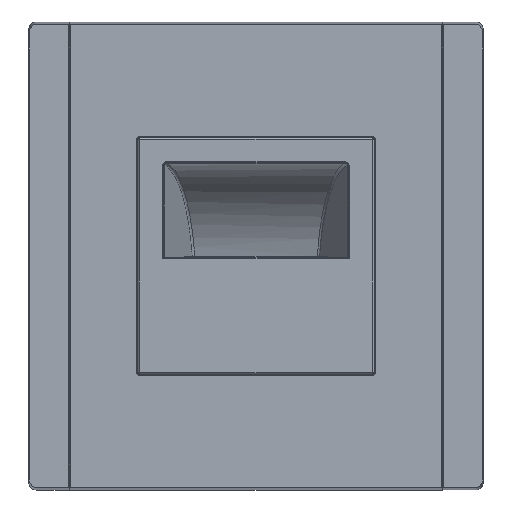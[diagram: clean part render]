
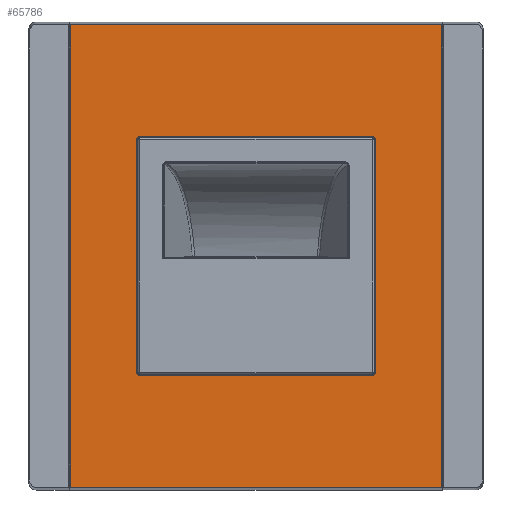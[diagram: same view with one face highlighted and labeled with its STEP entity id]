
A CAD part, top view. The second image highlights one B-rep face of the part: STEP entity #65786.
In plain terms, the highlighted planar face has unit normal (0, 0, 1).
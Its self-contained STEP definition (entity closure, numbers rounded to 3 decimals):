
#797 = DIRECTION ( 'NONE',  ( -1., 0., 0. ) ) ;
#1128 = ORIENTED_EDGE ( 'NONE', *, *, #45456, .T. ) ;
#3815 = EDGE_LOOP ( 'NONE', ( #60705, #65425, #27829, #64950 ) ) ;
#5216 = VERTEX_POINT ( 'NONE', #95506 ) ;
#7944 = CARTESIAN_POINT ( 'NONE',  ( -522.678, 77.529, 11.5 ) ) ;
#8077 = LINE ( 'NONE', #67329, #71488 ) ;
#8621 = CARTESIAN_POINT ( 'NONE',  ( -522.678, 100., 11.5 ) ) ;
#8643 = CARTESIAN_POINT ( 'NONE',  ( -477.822, 77.322, 11.5 ) ) ;
#9662 = DIRECTION ( 'NONE',  ( 0., 1., 0. ) ) ;
#10424 = EDGE_CURVE ( 'NONE', #31260, #13953, #68698, .T. ) ;
#11332 = VERTEX_POINT ( 'NONE', #29615 ) ;
#13953 = VERTEX_POINT ( 'NONE', #21882 ) ;
#14810 = LINE ( 'NONE', #66781, #38766 ) ;
#15317 = EDGE_CURVE ( 'NONE', #52901, #11332, #63710, .T. ) ;
#16349 = VERTEX_POINT ( 'NONE', #63744 ) ;
#19901 = LINE ( 'NONE', #63644, #53671 ) ;
#21882 = CARTESIAN_POINT ( 'NONE',  ( -464.68, 144.091, 11.5 ) ) ;
#25524 = CARTESIAN_POINT ( 'NONE',  ( -477.322, 122.178, 11.5 ) ) ;
#27053 = FACE_BOUND ( 'NONE', #73798, .T. ) ;
#27829 = ORIENTED_EDGE ( 'NONE', *, *, #10424, .T. ) ;
#29203 = CARTESIAN_POINT ( 'NONE',  ( -522.471, 122.678, 11.5 ) ) ;
#29615 = CARTESIAN_POINT ( 'NONE',  ( -522.678, 77.822, 11.5 ) ) ;
#30273 = CARTESIAN_POINT ( 'NONE',  ( -522.471, 77.322, 11.5 ) ) ;
#30956 = LINE ( 'NONE', #8621, #71385 ) ;
#31260 = VERTEX_POINT ( 'NONE', #84366 ) ;
#31706 = CARTESIAN_POINT ( 'NONE',  ( -522.178, 77.322, 11.5 ) ) ;
#32242 = CARTESIAN_POINT ( 'NONE',  ( -464.68, 100., 11.5 ) ) ;
#33535 = LINE ( 'NONE', #56371, #73265 ) ;
#33620 = VECTOR ( 'NONE', #74453, 1000. ) ;
#37883 =( BOUNDED_CURVE ( )  B_SPLINE_CURVE ( 3, ( #83885, #45555, #75181, #8643 ),
 .UNSPECIFIED., .F., .F. ) 
 B_SPLINE_CURVE_WITH_KNOTS ( ( 4, 4 ),
 ( 5.498, 7.068 ),
 .UNSPECIFIED. ) 
 CURVE ( )  GEOMETRIC_REPRESENTATION_ITEM ( )  RATIONAL_B_SPLINE_CURVE ( ( 1., 0.805, 0.805, 1. ) ) 
 REPRESENTATION_ITEM ( '' )  );
#38038 = CARTESIAN_POINT ( 'NONE',  ( -522.678, 122.178, 11.5 ) ) ;
#38766 = VECTOR ( 'NONE', #88620, 1000. ) ;
#38997 = EDGE_CURVE ( 'NONE', #52901, #5216, #43865, .T. ) ;
#39235 = CARTESIAN_POINT ( 'NONE',  ( -477.322, 77.822, 11.5 ) ) ;
#40160 = FACE_OUTER_BOUND ( 'NONE', #3815, .T. ) ;
#40653 = DIRECTION ( 'NONE',  ( 1., 0., 0. ) ) ;
#41603 = DIRECTION ( 'NONE',  ( 0., 0., 1. ) ) ;
#42104 = CARTESIAN_POINT ( 'NONE',  ( -500., 100., 11.5 ) ) ;
#42733 = DIRECTION ( 'NONE',  ( -1., 0., 0. ) ) ;
#43675 = VERTEX_POINT ( 'NONE', #74924 ) ;
#43865 = LINE ( 'NONE', #73487, #33620 ) ;
#43973 = EDGE_CURVE ( 'NONE', #70109, #31260, #14810, .T. ) ;
#45030 = VERTEX_POINT ( 'NONE', #54372 ) ;
#45248 = ORIENTED_EDGE ( 'NONE', *, *, #38997, .F. ) ;
#45456 = EDGE_CURVE ( 'NONE', #65629, #5216, #37883, .T. ) ;
#45555 = CARTESIAN_POINT ( 'NONE',  ( -477.322, 77.529, 11.5 ) ) ;
#46072 = LINE ( 'NONE', #76659, #71098 ) ;
#47847 = CARTESIAN_POINT ( 'NONE',  ( -477.322, 122.471, 11.5 ) ) ;
#52626 = ORIENTED_EDGE ( 'NONE', *, *, #15317, .T. ) ;
#52901 = VERTEX_POINT ( 'NONE', #94654 ) ;
#53671 = VECTOR ( 'NONE', #42733, 1000. ) ;
#53752 =( BOUNDED_CURVE ( )  B_SPLINE_CURVE ( 3, ( #65660, #71967, #29203, #58355 ),
 .UNSPECIFIED., .F., .F. ) 
 B_SPLINE_CURVE_WITH_KNOTS ( ( 4, 4 ),
 ( 5.498, 7.068 ),
 .UNSPECIFIED. ) 
 CURVE ( )  GEOMETRIC_REPRESENTATION_ITEM ( )  RATIONAL_B_SPLINE_CURVE ( ( 1., 0.805, 0.805, 1. ) ) 
 REPRESENTATION_ITEM ( '' )  );
#54126 = VECTOR ( 'NONE', #92441, 1000. ) ;
#54372 = CARTESIAN_POINT ( 'NONE',  ( -477.322, 122.178, 11.5 ) ) ;
#55611 = CARTESIAN_POINT ( 'NONE',  ( -477.529, 122.678, 11.5 ) ) ;
#56109 = CARTESIAN_POINT ( 'NONE',  ( -477.822, 122.678, 11.5 ) ) ;
#56371 = CARTESIAN_POINT ( 'NONE',  ( -535.32, 100., 11.5 ) ) ;
#58355 = CARTESIAN_POINT ( 'NONE',  ( -522.178, 122.678, 11.5 ) ) ;
#58556 = EDGE_CURVE ( 'NONE', #16349, #70109, #33535, .T. ) ;
#60705 = ORIENTED_EDGE ( 'NONE', *, *, #58556, .T. ) ;
#63384 = CARTESIAN_POINT ( 'NONE',  ( -477.822, 122.678, 11.5 ) ) ;
#63644 = CARTESIAN_POINT ( 'NONE',  ( -500., 144.091, 11.5 ) ) ;
#63710 =( BOUNDED_CURVE ( )  B_SPLINE_CURVE ( 3, ( #31706, #30273, #7944, #67669 ),
 .UNSPECIFIED., .F., .F. ) 
 B_SPLINE_CURVE_WITH_KNOTS ( ( 4, 4 ),
 ( 5.498, 7.068 ),
 .UNSPECIFIED. ) 
 CURVE ( )  GEOMETRIC_REPRESENTATION_ITEM ( )  RATIONAL_B_SPLINE_CURVE ( ( 1., 0.805, 0.805, 1. ) ) 
 REPRESENTATION_ITEM ( '' )  );
#63744 = CARTESIAN_POINT ( 'NONE',  ( -535.32, 144.091, 11.5 ) ) ;
#64130 = EDGE_CURVE ( 'NONE', #81879, #43675, #8077, .T. ) ;
#64950 = ORIENTED_EDGE ( 'NONE', *, *, #84235, .T. ) ;
#65425 = ORIENTED_EDGE ( 'NONE', *, *, #43973, .T. ) ;
#65485 = AXIS2_PLACEMENT_3D ( 'NONE', #42104, #41603, #40653 ) ;
#65629 = VERTEX_POINT ( 'NONE', #39235 ) ;
#65660 = CARTESIAN_POINT ( 'NONE',  ( -522.678, 122.178, 11.5 ) ) ;
#65786 = ADVANCED_FACE ( 'NONE', ( #40160, #27053 ), #78520, .T. ) ;
#66781 = CARTESIAN_POINT ( 'NONE',  ( -500., 55.909, 11.5 ) ) ;
#67329 = CARTESIAN_POINT ( 'NONE',  ( -500., 122.678, 11.5 ) ) ;
#67669 = CARTESIAN_POINT ( 'NONE',  ( -522.678, 77.822, 11.5 ) ) ;
#68698 = LINE ( 'NONE', #32242, #54126 ) ;
#69274 = DIRECTION ( 'NONE',  ( 0., -1., 0. ) ) ;
#70109 = VERTEX_POINT ( 'NONE', #80780 ) ;
#71098 = VECTOR ( 'NONE', #9662, 1000. ) ;
#71207 =( BOUNDED_CURVE ( )  B_SPLINE_CURVE ( 3, ( #63384, #55611, #47847, #25524 ),
 .UNSPECIFIED., .F., .F. ) 
 B_SPLINE_CURVE_WITH_KNOTS ( ( 4, 4 ),
 ( 5.498, 7.068 ),
 .UNSPECIFIED. ) 
 CURVE ( )  GEOMETRIC_REPRESENTATION_ITEM ( )  RATIONAL_B_SPLINE_CURVE ( ( 1., 0.805, 0.805, 1. ) ) 
 REPRESENTATION_ITEM ( '' )  );
#71385 = VECTOR ( 'NONE', #69274, 1000. ) ;
#71488 = VECTOR ( 'NONE', #797, 1000. ) ;
#71967 = CARTESIAN_POINT ( 'NONE',  ( -522.678, 122.471, 11.5 ) ) ;
#73265 = VECTOR ( 'NONE', #86451, 1000. ) ;
#73487 = CARTESIAN_POINT ( 'NONE',  ( -500., 77.322, 11.5 ) ) ;
#73798 = EDGE_LOOP ( 'NONE', ( #45248, #52626, #92464, #75016, #88129, #79592, #87964, #1128 ) ) ;
#74453 = DIRECTION ( 'NONE',  ( 1., 0., 0. ) ) ;
#74924 = CARTESIAN_POINT ( 'NONE',  ( -522.178, 122.678, 11.5 ) ) ;
#75016 = ORIENTED_EDGE ( 'NONE', *, *, #90671, .T. ) ;
#75181 = CARTESIAN_POINT ( 'NONE',  ( -477.529, 77.322, 11.5 ) ) ;
#76659 = CARTESIAN_POINT ( 'NONE',  ( -477.322, 100., 11.5 ) ) ;
#78520 = PLANE ( 'NONE',  #65485 ) ;
#79592 = ORIENTED_EDGE ( 'NONE', *, *, #81774, .T. ) ;
#80780 = CARTESIAN_POINT ( 'NONE',  ( -535.32, 55.909, 11.5 ) ) ;
#81774 = EDGE_CURVE ( 'NONE', #81879, #45030, #71207, .T. ) ;
#81879 = VERTEX_POINT ( 'NONE', #56109 ) ;
#83885 = CARTESIAN_POINT ( 'NONE',  ( -477.322, 77.822, 11.5 ) ) ;
#84235 = EDGE_CURVE ( 'NONE', #13953, #16349, #19901, .T. ) ;
#84366 = CARTESIAN_POINT ( 'NONE',  ( -464.68, 55.909, 11.5 ) ) ;
#86451 = DIRECTION ( 'NONE',  ( 0., -1., 0. ) ) ;
#87964 = ORIENTED_EDGE ( 'NONE', *, *, #91743, .F. ) ;
#88129 = ORIENTED_EDGE ( 'NONE', *, *, #64130, .F. ) ;
#88620 = DIRECTION ( 'NONE',  ( 1., 0., 0. ) ) ;
#89615 = VERTEX_POINT ( 'NONE', #38038 ) ;
#90671 = EDGE_CURVE ( 'NONE', #89615, #43675, #53752, .T. ) ;
#91743 = EDGE_CURVE ( 'NONE', #65629, #45030, #46072, .T. ) ;
#92441 = DIRECTION ( 'NONE',  ( 0., 1., 0. ) ) ;
#92464 = ORIENTED_EDGE ( 'NONE', *, *, #95594, .F. ) ;
#94654 = CARTESIAN_POINT ( 'NONE',  ( -522.178, 77.322, 11.5 ) ) ;
#95506 = CARTESIAN_POINT ( 'NONE',  ( -477.822, 77.322, 11.5 ) ) ;
#95594 = EDGE_CURVE ( 'NONE', #89615, #11332, #30956, .T. ) ;
